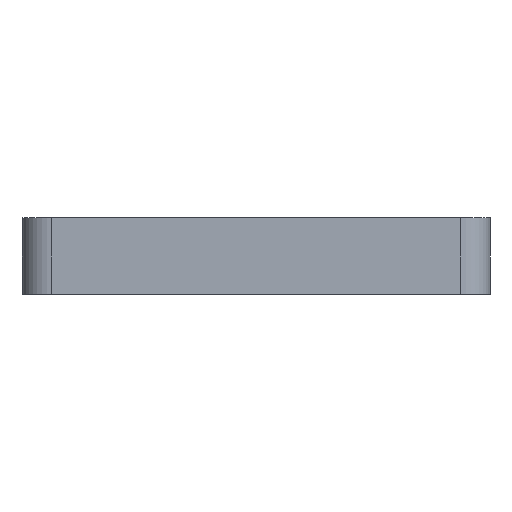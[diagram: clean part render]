
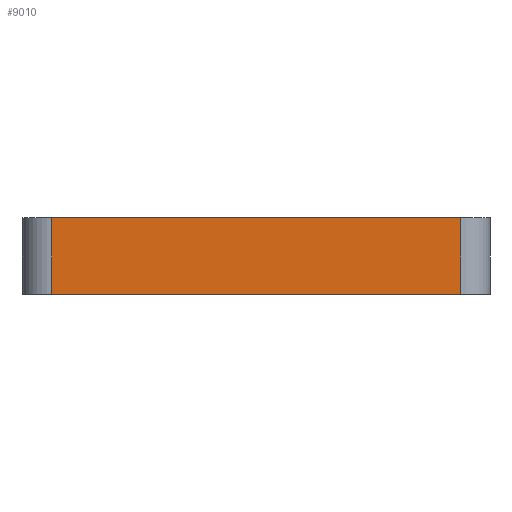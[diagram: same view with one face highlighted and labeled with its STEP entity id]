
A CAD part, left-side view. The second image highlights one B-rep face of the part: STEP entity #9010.
In plain terms, the highlighted planar face has unit normal (-1, 0, 0).
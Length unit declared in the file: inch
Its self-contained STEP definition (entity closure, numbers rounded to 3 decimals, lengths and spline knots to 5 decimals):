
#1541=FACE_OUTER_BOUND('',#2077,.T.);
#2077=EDGE_LOOP('',(#8334,#8335,#8336,#8337));
#2730=LINE('',#18067,#3416);
#2744=LINE('',#18117,#3430);
#2760=LINE('',#18179,#3446);
#2761=LINE('',#18181,#3447);
#3416=VECTOR('',#10423,0.3937);
#3430=VECTOR('',#10473,0.3937);
#3446=VECTOR('',#10543,0.3937);
#3447=VECTOR('',#10546,0.3937);
#4315=VERTEX_POINT('',#18064);
#4316=VERTEX_POINT('',#18066);
#4333=VERTEX_POINT('',#18114);
#4334=VERTEX_POINT('',#18116);
#5635=EDGE_CURVE('',#4316,#4315,#2730,.T.);
#5656=EDGE_CURVE('',#4333,#4334,#2744,.T.);
#5686=EDGE_CURVE('',#4316,#4333,#2760,.T.);
#5687=EDGE_CURVE('',#4334,#4315,#2761,.T.);
#8334=ORIENTED_EDGE('',*,*,#5686,.F.);
#8335=ORIENTED_EDGE('',*,*,#5635,.T.);
#8336=ORIENTED_EDGE('',*,*,#5687,.F.);
#8337=ORIENTED_EDGE('',*,*,#5656,.F.);
#8535=PLANE('',#9325);
#9010=ADVANCED_FACE('',(#1541),#8535,.T.);
#9325=AXIS2_PLACEMENT_3D('',#18180,#10544,#10545);
#10423=DIRECTION('',(0.,-1.,0.));
#10473=DIRECTION('',(0.,-1.,0.));
#10543=DIRECTION('',(0.,0.,1.));
#10544=DIRECTION('center_axis',(-1.,0.,0.));
#10545=DIRECTION('ref_axis',(0.,-1.,0.));
#10546=DIRECTION('',(0.,0.,-1.));
#18064=CARTESIAN_POINT('',(-1.65217,-1.34904,0.));
#18066=CARTESIAN_POINT('',(-1.65217,1.38841,0.));
#18067=CARTESIAN_POINT('',(-1.65217,1.58526,0.));
#18114=CARTESIAN_POINT('',(-1.65217,1.38841,0.51181));
#18116=CARTESIAN_POINT('',(-1.65217,-1.34904,0.51181));
#18117=CARTESIAN_POINT('',(-1.65217,1.58526,0.51181));
#18179=CARTESIAN_POINT('',(-1.65217,1.38841,0.));
#18180=CARTESIAN_POINT('Origin',(-1.65217,1.58526,0.));
#18181=CARTESIAN_POINT('',(-1.65217,-1.34904,0.));
